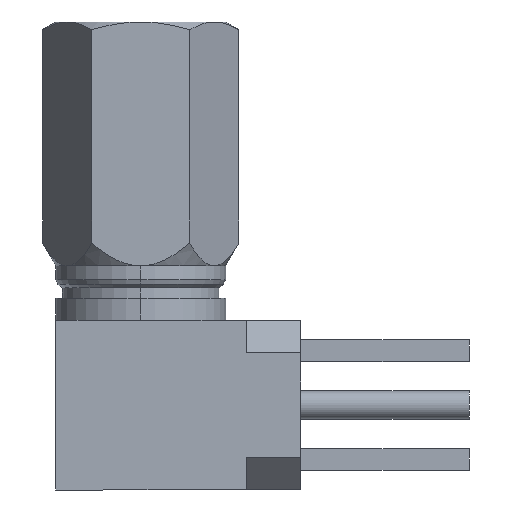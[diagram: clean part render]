
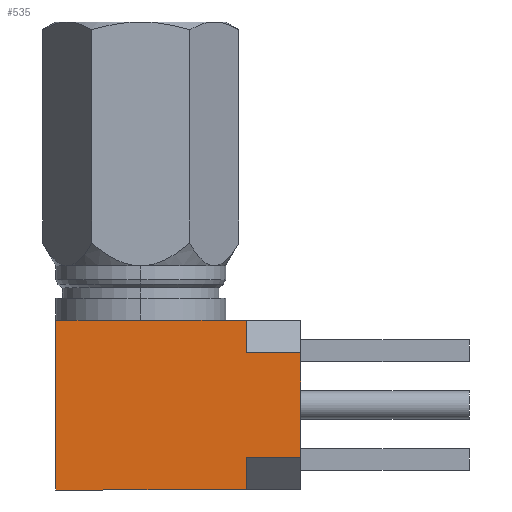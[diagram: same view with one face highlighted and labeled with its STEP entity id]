
A CAD part, left-side view. The second image highlights one B-rep face of the part: STEP entity #535.
In plain terms, the highlighted planar face has unit normal (-1, 0, 0).
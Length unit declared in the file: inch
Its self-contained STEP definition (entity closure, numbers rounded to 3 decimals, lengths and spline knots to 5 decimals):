
#17 = CARTESIAN_POINT ( 'NONE',  ( -0.078, -0.097, -0.288 ) ) ;
#37 = VECTOR ( 'NONE', #180, 39.37008 ) ;
#81 = ORIENTED_EDGE ( 'NONE', *, *, #3344, .F. ) ;
#120 = VERTEX_POINT ( 'NONE', #2731 ) ;
#127 = VECTOR ( 'NONE', #2332, 39.37008 ) ;
#180 = DIRECTION ( 'NONE',  ( 0., 0., -1. ) ) ;
#233 = VECTOR ( 'NONE', #1482, 39.37008 ) ;
#325 = CARTESIAN_POINT ( 'NONE',  ( -0.078, 0.078, -0.162 ) ) ;
#516 = CARTESIAN_POINT ( 'NONE',  ( -0.078, -0.097, -0.162 ) ) ;
#535 = ADVANCED_FACE ( 'NONE', ( #3690 ), #2333, .F. ) ;
#631 = ORIENTED_EDGE ( 'NONE', *, *, #2399, .F. ) ;
#646 = CARTESIAN_POINT ( 'NONE',  ( -0.078, -0.147, -0.192 ) ) ;
#649 = ORIENTED_EDGE ( 'NONE', *, *, #1680, .F. ) ;
#720 = DIRECTION ( 'NONE',  ( 1., 0., 0. ) ) ;
#825 = EDGE_CURVE ( 'NONE', #3542, #3468, #1009, .T. ) ;
#968 = CARTESIAN_POINT ( 'NONE',  ( -0.078, -0.097, -0.192 ) ) ;
#988 = DIRECTION ( 'NONE',  ( 0., -1., 0. ) ) ;
#1009 = LINE ( 'NONE', #1652, #1987 ) ;
#1016 = LINE ( 'NONE', #325, #127 ) ;
#1100 = DIRECTION ( 'NONE',  ( 0., 1., 0. ) ) ;
#1103 = DIRECTION ( 'NONE',  ( 0., 0., -1. ) ) ;
#1118 = ORIENTED_EDGE ( 'NONE', *, *, #1891, .F. ) ;
#1482 = DIRECTION ( 'NONE',  ( 0., 0., 1. ) ) ;
#1577 = ORIENTED_EDGE ( 'NONE', *, *, #3149, .F. ) ;
#1652 = CARTESIAN_POINT ( 'NONE',  ( -0.078, -0.097, -0.192 ) ) ;
#1680 = EDGE_CURVE ( 'NONE', #3932, #2069, #2484, .T. ) ;
#1716 = AXIS2_PLACEMENT_3D ( 'NONE', #2027, #720, #3332 ) ;
#1769 = LINE ( 'NONE', #516, #2650 ) ;
#1847 = LINE ( 'NONE', #3820, #233 ) ;
#1891 = EDGE_CURVE ( 'NONE', #120, #2248, #1847, .T. ) ;
#1916 = EDGE_CURVE ( 'NONE', #3785, #3542, #1769, .T. ) ;
#1972 = ORIENTED_EDGE ( 'NONE', *, *, #1916, .F. ) ;
#1987 = VECTOR ( 'NONE', #988, 39.37008 ) ;
#2027 = CARTESIAN_POINT ( 'NONE',  ( -0.078, 0., 0. ) ) ;
#2069 = VERTEX_POINT ( 'NONE', #3572 ) ;
#2107 = CARTESIAN_POINT ( 'NONE',  ( -0.078, -0.097, -0.162 ) ) ;
#2187 = DIRECTION ( 'NONE',  ( 0., -1., 0. ) ) ;
#2193 = CARTESIAN_POINT ( 'NONE',  ( -0.078, 0., -0.162 ) ) ;
#2241 = ORIENTED_EDGE ( 'NONE', *, *, #2617, .T. ) ;
#2248 = VERTEX_POINT ( 'NONE', #4232 ) ;
#2332 = DIRECTION ( 'NONE',  ( 0., -1., 0. ) ) ;
#2333 = PLANE ( 'NONE',  #1716 ) ;
#2399 = EDGE_CURVE ( 'NONE', #2069, #120, #3102, .T. ) ;
#2457 = VECTOR ( 'NONE', #2564, 39.37008 ) ;
#2484 = LINE ( 'NONE', #3543, #37 ) ;
#2505 = ORIENTED_EDGE ( 'NONE', *, *, #2960, .F. ) ;
#2521 = DIRECTION ( 'NONE',  ( 0., -1., 0. ) ) ;
#2529 = VERTEX_POINT ( 'NONE', #4201 ) ;
#2564 = DIRECTION ( 'NONE',  ( 0., 0., -1. ) ) ;
#2617 = EDGE_CURVE ( 'NONE', #3932, #2529, #2848, .T. ) ;
#2650 = VECTOR ( 'NONE', #1103, 39.37008 ) ;
#2731 = CARTESIAN_POINT ( 'NONE',  ( -0.078, 0.078, -0.318 ) ) ;
#2787 = CARTESIAN_POINT ( 'NONE',  ( -0.078, 0.078, -0.318 ) ) ;
#2848 = LINE ( 'NONE', #3549, #2957 ) ;
#2957 = VECTOR ( 'NONE', #2187, 39.37008 ) ;
#2960 = EDGE_CURVE ( 'NONE', #3468, #2529, #3261, .T. ) ;
#3102 = LINE ( 'NONE', #2787, #3565 ) ;
#3149 = EDGE_CURVE ( 'NONE', #4128, #3785, #1016, .T. ) ;
#3191 = LINE ( 'NONE', #4250, #3659 ) ;
#3261 = LINE ( 'NONE', #3863, #2457 ) ;
#3332 = DIRECTION ( 'NONE',  ( 0., 0., -1. ) ) ;
#3344 = EDGE_CURVE ( 'NONE', #2248, #4128, #3191, .T. ) ;
#3468 = VERTEX_POINT ( 'NONE', #646 ) ;
#3542 = VERTEX_POINT ( 'NONE', #968 ) ;
#3543 = CARTESIAN_POINT ( 'NONE',  ( -0.078, -0.097, -0.318 ) ) ;
#3549 = CARTESIAN_POINT ( 'NONE',  ( -0.078, -0.097, -0.288 ) ) ;
#3565 = VECTOR ( 'NONE', #1100, 39.37008 ) ;
#3572 = CARTESIAN_POINT ( 'NONE',  ( -0.078, -0.097, -0.318 ) ) ;
#3659 = VECTOR ( 'NONE', #2521, 39.37008 ) ;
#3690 = FACE_OUTER_BOUND ( 'NONE', #3991, .T. ) ;
#3785 = VERTEX_POINT ( 'NONE', #2107 ) ;
#3820 = CARTESIAN_POINT ( 'NONE',  ( -0.078, 0.078, -0.162 ) ) ;
#3863 = CARTESIAN_POINT ( 'NONE',  ( -0.078, -0.147, -0.162 ) ) ;
#3932 = VERTEX_POINT ( 'NONE', #17 ) ;
#3991 = EDGE_LOOP ( 'NONE', ( #2505, #4086, #1972, #1577, #81, #1118, #631, #649, #2241 ) ) ;
#4086 = ORIENTED_EDGE ( 'NONE', *, *, #825, .F. ) ;
#4128 = VERTEX_POINT ( 'NONE', #2193 ) ;
#4201 = CARTESIAN_POINT ( 'NONE',  ( -0.078, -0.147, -0.288 ) ) ;
#4232 = CARTESIAN_POINT ( 'NONE',  ( -0.078, 0.078, -0.162 ) ) ;
#4250 = CARTESIAN_POINT ( 'NONE',  ( -0.078, 0.078, -0.162 ) ) ;
